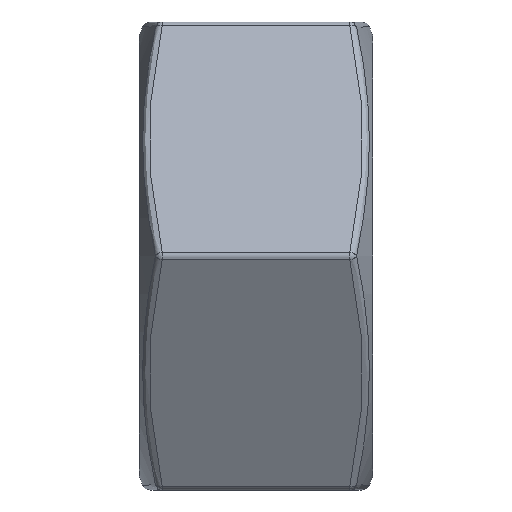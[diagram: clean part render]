
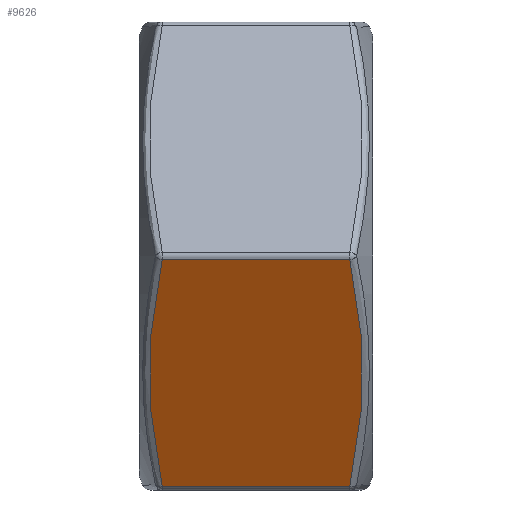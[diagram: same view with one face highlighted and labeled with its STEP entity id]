
A CAD part, front view. The second image highlights one B-rep face of the part: STEP entity #9626.
In plain terms, the highlighted planar face has unit normal (0, -0.866, -0.5).
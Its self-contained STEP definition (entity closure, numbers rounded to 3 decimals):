
#460 = CARTESIAN_POINT ( 'NONE',  ( -14.413, -9.382, -15.75 ) ) ;
#748 = CARTESIAN_POINT ( 'NONE',  ( -0.714, -14.609, -6.696 ) ) ;
#910 = EDGE_CURVE ( 'NONE', #10104, #6829, #9484, .T. ) ;
#1945 = VECTOR ( 'NONE', #8852, 1000. ) ;
#2093 = PLANE ( 'NONE',  #7222 ) ;
#2618 = CARTESIAN_POINT ( 'NONE',  ( -14.413, -18.331, -0.25 ) ) ;
#2675 = VERTEX_POINT ( 'NONE', #12366 ) ;
#2859 = ORIENTED_EDGE ( 'NONE', *, *, #8165, .T. ) ;
#3183 = CARTESIAN_POINT ( 'NONE',  ( -14.413, -9.382, -15.75 ) ) ;
#4048 = CARTESIAN_POINT ( 'NONE',  ( -0.795, -12.355, -10.601 ) ) ;
#5064 = DIRECTION ( 'NONE',  ( 0., -0.5, 0.866 ) ) ;
#5669 = CARTESIAN_POINT ( 'NONE',  ( -1.587, -9.382, -15.75 ) ) ;
#6214 = DIRECTION ( 'NONE',  ( 1., 0., 0. ) ) ;
#6270 = CARTESIAN_POINT ( 'NONE',  ( -15.205, -12.355, -10.601 ) ) ;
#6522 = EDGE_CURVE ( 'NONE', #17475, #2675, #20785, .T. ) ;
#6605 = CARTESIAN_POINT ( 'NONE',  ( 0., -26.356, 13.651 ) ) ;
#6829 = VERTEX_POINT ( 'NONE', #19024 ) ;
#7222 = AXIS2_PLACEMENT_3D ( 'NONE', #6605, #16205, #5064 ) ;
#7825 = CARTESIAN_POINT ( 'NONE',  ( -14.902, -10.864, -13.183 ) ) ;
#8132 = ORIENTED_EDGE ( 'NONE', *, *, #6522, .T. ) ;
#8165 = EDGE_CURVE ( 'NONE', #2675, #10104, #16405, .T. ) ;
#8458 = ORIENTED_EDGE ( 'NONE', *, *, #910, .T. ) ;
#8852 = DIRECTION ( 'NONE',  ( -1., 0., 0. ) ) ;
#9484 = LINE ( 'NONE', #11180, #1945 ) ;
#9626 = ADVANCED_FACE ( 'NONE', ( #10069 ), #2093, .F. ) ;
#10069 = FACE_OUTER_BOUND ( 'NONE', #15986, .T. ) ;
#10104 = VERTEX_POINT ( 'NONE', #12025 ) ;
#10614 = ORIENTED_EDGE ( 'NONE', *, *, #19522, .T. ) ;
#10648 = CARTESIAN_POINT ( 'NONE',  ( -1.098, -10.864, -13.183 ) ) ;
#11180 = CARTESIAN_POINT ( 'NONE',  ( 0., -18.331, -0.25 ) ) ;
#11181 = CARTESIAN_POINT ( 'NONE',  ( -14.682, -10.122, -14.469 ) ) ;
#11972 = CARTESIAN_POINT ( 'NONE',  ( -1.587, -18.331, -0.25 ) ) ;
#12025 = CARTESIAN_POINT ( 'NONE',  ( -1.587, -18.331, -0.25 ) ) ;
#12366 = CARTESIAN_POINT ( 'NONE',  ( -1.587, -9.382, -15.75 ) ) ;
#13717 = CARTESIAN_POINT ( 'NONE',  ( -1.318, -17.591, -1.531 ) ) ;
#14118 = CARTESIAN_POINT ( 'NONE',  ( -15.286, -13.104, -9.304 ) ) ;
#14209 = CARTESIAN_POINT ( 'NONE',  ( 0., -9.382, -15.75 ) ) ;
#15869 = CARTESIAN_POINT ( 'NONE',  ( -15.205, -15.358, -5.399 ) ) ;
#15986 = EDGE_LOOP ( 'NONE', ( #2859, #8458, #10614, #8132 ) ) ;
#16205 = DIRECTION ( 'NONE',  ( 0., 0.866, 0.5 ) ) ;
#16306 = VECTOR ( 'NONE', #6214, 1000. ) ;
#16405 = B_SPLINE_CURVE_WITH_KNOTS ( 'NONE', 3,
 ( #5669, #18605, #10648, #4048, #20271, #748, #20199, #18675, #13717, #11972 ),
 .UNSPECIFIED., .F., .F.,
 ( 4, 2, 2, 2, 4 ),
 ( 0., 0.004, 0.009, 0.013, 0.018 ),
 .UNSPECIFIED. ) ;
#17461 = CARTESIAN_POINT ( 'NONE',  ( -15.286, -14.609, -6.696 ) ) ;
#17475 = VERTEX_POINT ( 'NONE', #460 ) ;
#17608 = CARTESIAN_POINT ( 'NONE',  ( -14.902, -16.849, -2.817 ) ) ;
#17675 = B_SPLINE_CURVE_WITH_KNOTS ( 'NONE', 3,
 ( #2618, #19054, #17608, #15869, #17461, #14118, #6270, #7825, #11181, #3183 ),
 .UNSPECIFIED., .F., .F.,
 ( 4, 2, 2, 2, 4 ),
 ( 0., 0.004, 0.009, 0.013, 0.018 ),
 .UNSPECIFIED. ) ;
#18605 = CARTESIAN_POINT ( 'NONE',  ( -1.318, -10.122, -14.469 ) ) ;
#18675 = CARTESIAN_POINT ( 'NONE',  ( -1.098, -16.849, -2.817 ) ) ;
#19024 = CARTESIAN_POINT ( 'NONE',  ( -14.413, -18.331, -0.25 ) ) ;
#19054 = CARTESIAN_POINT ( 'NONE',  ( -14.682, -17.591, -1.531 ) ) ;
#19522 = EDGE_CURVE ( 'NONE', #6829, #17475, #17675, .T. ) ;
#20199 = CARTESIAN_POINT ( 'NONE',  ( -0.795, -15.358, -5.399 ) ) ;
#20271 = CARTESIAN_POINT ( 'NONE',  ( -0.714, -13.104, -9.304 ) ) ;
#20785 = LINE ( 'NONE', #14209, #16306 ) ;
